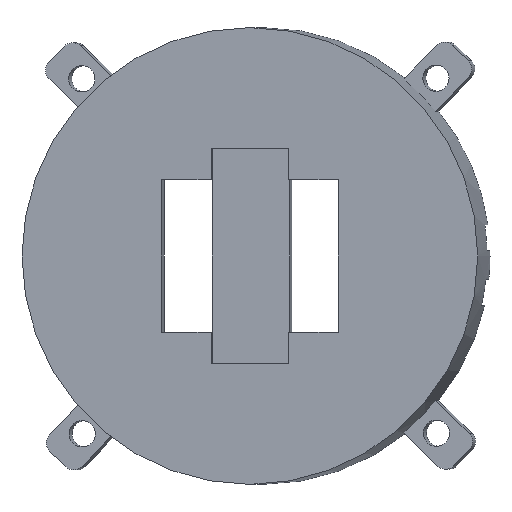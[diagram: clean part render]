
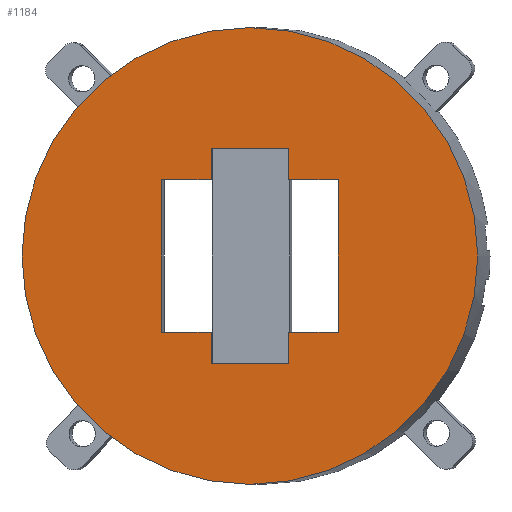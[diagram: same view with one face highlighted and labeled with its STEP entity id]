
A CAD part, front view. The second image highlights one B-rep face of the part: STEP entity #1184.
In plain terms, the highlighted planar face has unit normal (-0.067, -0.998, 0).
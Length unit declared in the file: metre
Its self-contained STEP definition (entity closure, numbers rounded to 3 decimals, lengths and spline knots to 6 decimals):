
#25=FACE_BOUND('',#214,.T.);
#87=CIRCLE('',#1302,0.049833);
#144=FACE_OUTER_BOUND('',#213,.T.);
#213=EDGE_LOOP('',(#1058));
#214=EDGE_LOOP('',(#1059,#1060,#1061,#1062,#1063,#1064,#1065,#1066,#1067,
#1068,#1069,#1070));
#303=LINE('',#1916,#425);
#307=LINE('',#1923,#429);
#310=LINE('',#1930,#432);
#316=LINE('',#1941,#438);
#320=LINE('',#1949,#442);
#323=LINE('',#1955,#445);
#325=LINE('',#1959,#447);
#326=LINE('',#1962,#448);
#330=LINE('',#1970,#452);
#332=LINE('',#1973,#454);
#336=LINE('',#1982,#458);
#337=LINE('',#1984,#459);
#425=VECTOR('',#1576,0.01);
#429=VECTOR('',#1582,0.01);
#432=VECTOR('',#1587,0.01);
#438=VECTOR('',#1597,0.01);
#442=VECTOR('',#1603,0.01);
#445=VECTOR('',#1608,0.01);
#447=VECTOR('',#1612,0.01);
#448=VECTOR('',#1615,0.01);
#452=VECTOR('',#1621,0.01);
#454=VECTOR('',#1625,0.01);
#458=VECTOR('',#1637,0.01);
#459=VECTOR('',#1640,0.01);
#552=VERTEX_POINT('',#1913);
#553=VERTEX_POINT('',#1915);
#555=VERTEX_POINT('',#1921);
#557=VERTEX_POINT('',#1927);
#558=VERTEX_POINT('',#1929);
#561=VERTEX_POINT('',#1939);
#563=VERTEX_POINT('',#1944);
#564=VERTEX_POINT('',#1947);
#566=VERTEX_POINT('',#1953);
#567=VERTEX_POINT('',#1957);
#568=VERTEX_POINT('',#1961);
#571=VERTEX_POINT('',#1969);
#572=VERTEX_POINT('',#1975);
#706=EDGE_CURVE('',#553,#552,#303,.T.);
#710=EDGE_CURVE('',#552,#555,#307,.T.);
#713=EDGE_CURVE('',#558,#557,#310,.T.);
#719=EDGE_CURVE('',#555,#561,#316,.T.);
#723=EDGE_CURVE('',#563,#564,#320,.T.);
#726=EDGE_CURVE('',#557,#566,#323,.T.);
#728=EDGE_CURVE('',#564,#567,#325,.T.);
#729=EDGE_CURVE('',#568,#553,#326,.T.);
#733=EDGE_CURVE('',#571,#568,#330,.T.);
#735=EDGE_CURVE('',#567,#558,#332,.T.);
#736=EDGE_CURVE('',#572,#572,#87,.T.);
#740=EDGE_CURVE('',#571,#566,#336,.T.);
#741=EDGE_CURVE('',#563,#561,#337,.T.);
#1058=ORIENTED_EDGE('',*,*,#736,.T.);
#1059=ORIENTED_EDGE('',*,*,#723,.T.);
#1060=ORIENTED_EDGE('',*,*,#728,.T.);
#1061=ORIENTED_EDGE('',*,*,#735,.T.);
#1062=ORIENTED_EDGE('',*,*,#713,.T.);
#1063=ORIENTED_EDGE('',*,*,#726,.T.);
#1064=ORIENTED_EDGE('',*,*,#740,.F.);
#1065=ORIENTED_EDGE('',*,*,#733,.T.);
#1066=ORIENTED_EDGE('',*,*,#729,.T.);
#1067=ORIENTED_EDGE('',*,*,#706,.T.);
#1068=ORIENTED_EDGE('',*,*,#710,.T.);
#1069=ORIENTED_EDGE('',*,*,#719,.T.);
#1070=ORIENTED_EDGE('',*,*,#741,.F.);
#1125=PLANE('',#1305);
#1184=ADVANCED_FACE('',(#144,#25),#1125,.F.);
#1302=AXIS2_PLACEMENT_3D('',#1976,#1628,#1629);
#1305=AXIS2_PLACEMENT_3D('',#1983,#1638,#1639);
#1576=DIRECTION('',(0.,0.,1.));
#1582=DIRECTION('',(0.998,-0.067,0.));
#1587=DIRECTION('',(-0.998,0.067,0.));
#1597=DIRECTION('',(0.,0.,1.));
#1603=DIRECTION('',(0.,0.,-1.));
#1608=DIRECTION('',(0.,0.,-1.));
#1612=DIRECTION('',(0.998,-0.067,0.));
#1615=DIRECTION('',(-0.998,0.067,0.));
#1621=DIRECTION('',(0.,0.,1.));
#1625=DIRECTION('',(0.,0.,-1.));
#1628=DIRECTION('center_axis',(-0.067,-0.998,0.));
#1629=DIRECTION('ref_axis',(-0.998,0.067,0.));
#1637=DIRECTION('',(0.998,-0.067,0.));
#1638=DIRECTION('center_axis',(0.067,0.998,0.));
#1639=DIRECTION('ref_axis',(-0.998,0.067,0.));
#1640=DIRECTION('',(-0.998,0.067,0.));
#1913=CARTESIAN_POINT('',(0.033213,0.121672,0.01838));
#1915=CARTESIAN_POINT('',(0.033213,0.121672,-0.015));
#1916=CARTESIAN_POINT('',(0.033213,0.121672,0.00169));
#1921=CARTESIAN_POINT('',(0.044087,0.120944,0.01838));
#1923=CARTESIAN_POINT('',(0.033213,0.121672,0.01838));
#1927=CARTESIAN_POINT('',(0.060946,0.119813,-0.015));
#1929=CARTESIAN_POINT('',(0.07182,0.119084,-0.015));
#1930=CARTESIAN_POINT('',(0.07182,0.119084,-0.015));
#1939=CARTESIAN_POINT('',(0.044087,0.120944,0.025231));
#1941=CARTESIAN_POINT('',(0.044087,0.120944,-0.037392));
#1944=CARTESIAN_POINT('',(0.060946,0.119813,0.025231));
#1947=CARTESIAN_POINT('',(0.060946,0.119813,0.01838));
#1949=CARTESIAN_POINT('',(0.060946,0.119813,0.040772));
#1953=CARTESIAN_POINT('',(0.060946,0.119813,-0.021851));
#1955=CARTESIAN_POINT('',(0.060946,0.119813,0.040772));
#1957=CARTESIAN_POINT('',(0.07182,0.119084,0.01838));
#1959=CARTESIAN_POINT('',(0.07182,0.119084,0.01838));
#1961=CARTESIAN_POINT('',(0.044087,0.120944,-0.015));
#1962=CARTESIAN_POINT('',(0.033213,0.121672,-0.015));
#1969=CARTESIAN_POINT('',(0.044087,0.120944,-0.021851));
#1970=CARTESIAN_POINT('',(0.044087,0.120944,-0.037392));
#1973=CARTESIAN_POINT('',(0.07182,0.119084,0.00169));
#1975=CARTESIAN_POINT('',(0.102238,0.117045,0.00169));
#1976=CARTESIAN_POINT('Origin',(0.052516,0.120378,0.00169));
#1982=CARTESIAN_POINT('',(0.044062,0.120945,-0.021851));
#1983=CARTESIAN_POINT('Origin',(0.027125,0.122081,0.00169));
#1984=CARTESIAN_POINT('',(0.061404,0.119783,0.025231));
